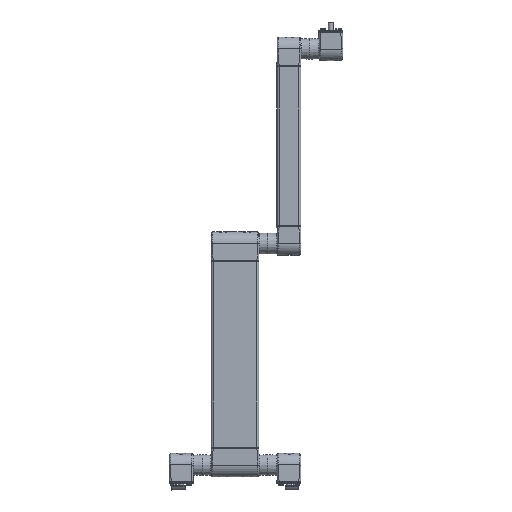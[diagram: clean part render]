
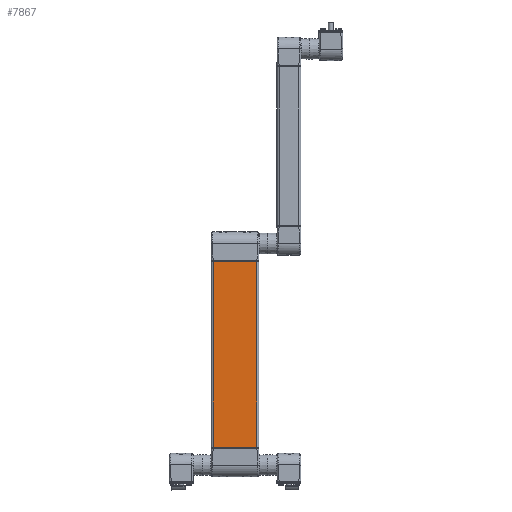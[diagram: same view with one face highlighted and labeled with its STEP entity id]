
A CAD part, front view. The second image highlights one B-rep face of the part: STEP entity #7867.
In plain terms, the highlighted planar face has unit normal (0, -1, 0).
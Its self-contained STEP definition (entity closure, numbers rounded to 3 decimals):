
#7867=ADVANCED_FACE('',(#9996),#9997,.F.);
#9996=FACE_OUTER_BOUND('',#12479,.T.);
#9997=PLANE('',#12480);
#12479=EDGE_LOOP('',(#20078,#20079,#20080,#20081));
#12480=AXIS2_PLACEMENT_3D('',#20082,#20083,#20084);
#20078=ORIENTED_EDGE('',*,*,#24901,.F.);
#20079=ORIENTED_EDGE('',*,*,#25189,.F.);
#20080=ORIENTED_EDGE('',*,*,#25025,.F.);
#20081=ORIENTED_EDGE('',*,*,#25190,.T.);
#20082=CARTESIAN_POINT('',(0.006,-20.,3215.));
#20083=DIRECTION('',(0.,1.0,0.));
#20084=DIRECTION('',(-1.0,0.,0.));
#24901=EDGE_CURVE('',#29414,#29416,#29417,.T.);
#25025=EDGE_CURVE('',#29662,#29664,#29665,.T.);
#25189=EDGE_CURVE('',#29664,#29414,#29884,.T.);
#25190=EDGE_CURVE('',#29662,#29416,#29885,.T.);
#29414=VERTEX_POINT('',#38901);
#29416=VERTEX_POINT('',#38903);
#29417=LINE('',#38904,#38905);
#29662=VERTEX_POINT('',#39251);
#29664=VERTEX_POINT('',#39253);
#29665=LINE('',#39254,#39255);
#29884=LINE('',#39605,#39606);
#29885=LINE('',#39607,#39608);
#38901=CARTESIAN_POINT('',(36.006,-20.,60.));
#38903=CARTESIAN_POINT('',(-35.994,-20.,60.));
#38904=CARTESIAN_POINT('',(0.006,-20.,60.));
#38905=VECTOR('',#46176,1.0);
#39251=CARTESIAN_POINT('',(-35.994,-20.,370.));
#39253=CARTESIAN_POINT('',(36.006,-20.,370.));
#39254=CARTESIAN_POINT('',(0.006,-20.,370.));
#39255=VECTOR('',#46344,1.0);
#39605=CARTESIAN_POINT('',(36.006,-20.,3215.));
#39606=VECTOR('',#46572,1.0);
#39607=CARTESIAN_POINT('',(-35.994,-20.,3215.0));
#39608=VECTOR('',#46573,1.0);
#46176=DIRECTION('',(-1.0,0.,0.));
#46344=DIRECTION('',(1.0,0.,0.));
#46572=DIRECTION('',(0.,0.,-1.0));
#46573=DIRECTION('',(0.,0.,-1.0));
